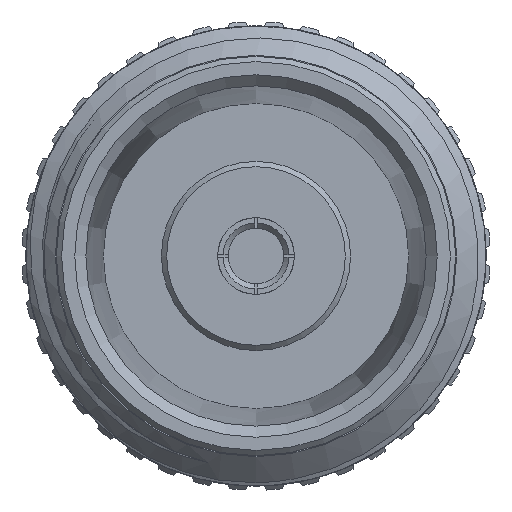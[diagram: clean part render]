
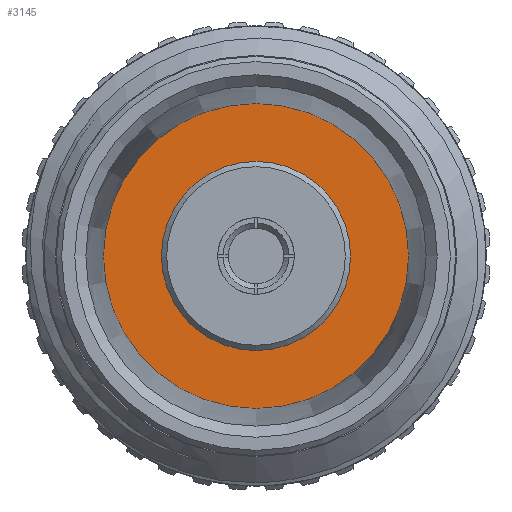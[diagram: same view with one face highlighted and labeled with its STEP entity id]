
A CAD part, left-side view. The second image highlights one B-rep face of the part: STEP entity #3145.
In plain terms, the highlighted planar face has unit normal (-1, 0, 0).
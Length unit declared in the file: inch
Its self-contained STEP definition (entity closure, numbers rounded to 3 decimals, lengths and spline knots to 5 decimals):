
#66 = EDGE_CURVE ( 'NONE', #3557, #3557, #3899, .T. ) ;
#282 = AXIS2_PLACEMENT_3D ( 'NONE', #6657, #3915, #7366 ) ;
#848 = CIRCLE ( 'NONE', #3020, 0.14521 ) ;
#933 = DIRECTION ( 'NONE',  ( 0., 0., 1. ) ) ;
#1452 = DIRECTION ( 'NONE',  ( -1., 0., 0. ) ) ;
#1957 = DIRECTION ( 'NONE',  ( -1., 0., 0. ) ) ;
#2037 = CARTESIAN_POINT ( 'NONE',  ( 0.33, 0., 0. ) ) ;
#2334 = EDGE_LOOP ( 'NONE', ( #4359 ) ) ;
#2556 = EDGE_CURVE ( 'NONE', #6408, #6408, #848, .T. ) ;
#2956 = CARTESIAN_POINT ( 'NONE',  ( 0.33, 0., 0.09 ) ) ;
#3020 = AXIS2_PLACEMENT_3D ( 'NONE', #3140, #1452, #6029 ) ;
#3140 = CARTESIAN_POINT ( 'NONE',  ( 0.33, 0., 0. ) ) ;
#3145 = ADVANCED_FACE ( 'NONE', ( #4255, #4852 ), #5414, .T. ) ;
#3557 = VERTEX_POINT ( 'NONE', #2956 ) ;
#3661 = ORIENTED_EDGE ( 'NONE', *, *, #2556, .T. ) ;
#3899 = CIRCLE ( 'NONE', #282, 0.09 ) ;
#3915 = DIRECTION ( 'NONE',  ( -1., 0., 0. ) ) ;
#4255 = FACE_BOUND ( 'NONE', #2334, .T. ) ;
#4359 = ORIENTED_EDGE ( 'NONE', *, *, #66, .F. ) ;
#4852 = FACE_OUTER_BOUND ( 'NONE', #5403, .T. ) ;
#5403 = EDGE_LOOP ( 'NONE', ( #3661 ) ) ;
#5414 = PLANE ( 'NONE',  #5543 ) ;
#5543 = AXIS2_PLACEMENT_3D ( 'NONE', #2037, #1957, #933 ) ;
#6029 = DIRECTION ( 'NONE',  ( 0., 0., 1. ) ) ;
#6408 = VERTEX_POINT ( 'NONE', #6931 ) ;
#6657 = CARTESIAN_POINT ( 'NONE',  ( 0.33, 0., 0. ) ) ;
#6931 = CARTESIAN_POINT ( 'NONE',  ( 0.33, 0., 0.14521 ) ) ;
#7366 = DIRECTION ( 'NONE',  ( 0., 0., 1. ) ) ;
